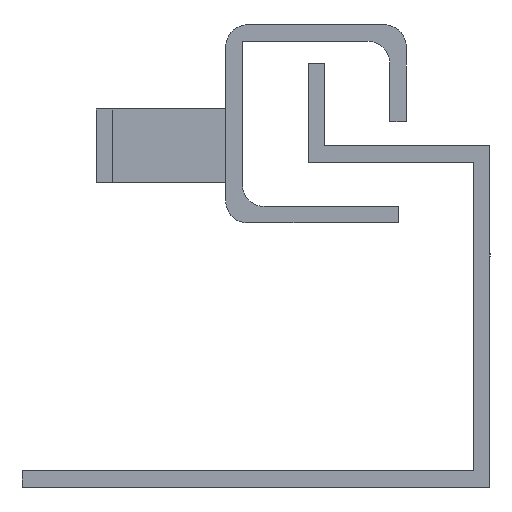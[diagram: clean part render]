
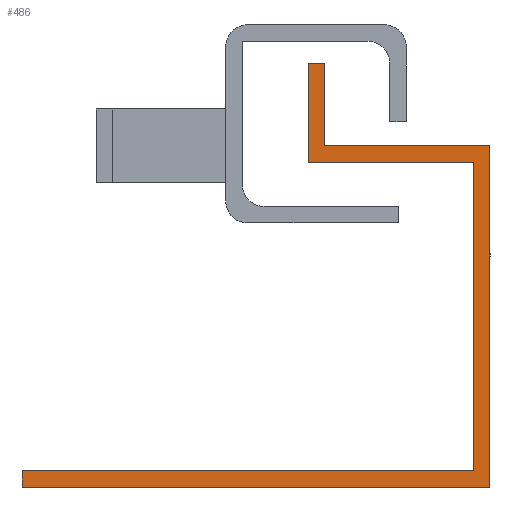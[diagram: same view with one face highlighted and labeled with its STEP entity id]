
A CAD part, left-side view. The second image highlights one B-rep face of the part: STEP entity #486.
In plain terms, the highlighted planar face has unit normal (-1, 0, 0).
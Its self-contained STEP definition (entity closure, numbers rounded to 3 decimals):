
#8 = VERTEX_POINT ( 'NONE', #6285 ) ;
#35 = CARTESIAN_POINT ( 'NONE',  ( 0., 1.5, 1.5 ) ) ;
#168 = VERTEX_POINT ( 'NONE', #6423 ) ;
#323 = CARTESIAN_POINT ( 'NONE',  ( 0., 15., 38.5 ) ) ;
#391 = DIRECTION ( 'NONE',  ( 0., 0., 1. ) ) ;
#408 = EDGE_CURVE ( 'NONE', #6258, #1499, #2845, .T. ) ;
#486 = ADVANCED_FACE ( 'NONE', ( #5010 ), #1455, .F. ) ;
#535 = ORIENTED_EDGE ( 'NONE', *, *, #6318, .F. ) ;
#550 = LINE ( 'NONE', #3613, #3775 ) ;
#640 = CARTESIAN_POINT ( 'NONE',  ( 0., 42.5, 1.5 ) ) ;
#684 = VECTOR ( 'NONE', #3545, 1000. ) ;
#694 = ORIENTED_EDGE ( 'NONE', *, *, #1614, .F. ) ;
#777 = CARTESIAN_POINT ( 'NONE',  ( 0., 42.5, 0. ) ) ;
#802 = EDGE_CURVE ( 'NONE', #3171, #5382, #3841, .T. ) ;
#1038 = CARTESIAN_POINT ( 'NONE',  ( 0., 1.5, 29.5 ) ) ;
#1138 = ORIENTED_EDGE ( 'NONE', *, *, #802, .F. ) ;
#1246 = EDGE_CURVE ( 'NONE', #3947, #2495, #3553, .T. ) ;
#1270 = ORIENTED_EDGE ( 'NONE', *, *, #1367, .F. ) ;
#1367 = EDGE_CURVE ( 'NONE', #8, #5970, #2525, .T. ) ;
#1417 = VECTOR ( 'NONE', #4417, 1000. ) ;
#1455 = PLANE ( 'NONE',  #2755 ) ;
#1499 = VERTEX_POINT ( 'NONE', #1038 ) ;
#1614 = EDGE_CURVE ( 'NONE', #1499, #3947, #1684, .T. ) ;
#1684 = LINE ( 'NONE', #1791, #5608 ) ;
#1742 = VECTOR ( 'NONE', #2701, 1000. ) ;
#1791 = CARTESIAN_POINT ( 'NONE',  ( 0., 1.5, 29.5 ) ) ;
#1820 = EDGE_CURVE ( 'NONE', #2495, #5091, #4913, .T. ) ;
#1905 = CARTESIAN_POINT ( 'NONE',  ( 0., 16.5, 29.5 ) ) ;
#1930 = DIRECTION ( 'NONE',  ( 1., 0., 0. ) ) ;
#2008 = CARTESIAN_POINT ( 'NONE',  ( 0., 15., 31. ) ) ;
#2119 = CARTESIAN_POINT ( 'NONE',  ( 0., 42.5, 0. ) ) ;
#2123 = DIRECTION ( 'NONE',  ( 0., 1., 0. ) ) ;
#2181 = VECTOR ( 'NONE', #6086, 1000. ) ;
#2306 = LINE ( 'NONE', #3920, #3685 ) ;
#2456 = CARTESIAN_POINT ( 'NONE',  ( 0., 16.5, 38.5 ) ) ;
#2495 = VERTEX_POINT ( 'NONE', #4882 ) ;
#2498 = EDGE_CURVE ( 'NONE', #5382, #6258, #2306, .T. ) ;
#2525 = LINE ( 'NONE', #2008, #2181 ) ;
#2545 = VECTOR ( 'NONE', #391, 1000. ) ;
#2607 = CARTESIAN_POINT ( 'NONE',  ( 0., 0., 31. ) ) ;
#2701 = DIRECTION ( 'NONE',  ( 0., 0., 1. ) ) ;
#2745 = VECTOR ( 'NONE', #5625, 1000. ) ;
#2755 = AXIS2_PLACEMENT_3D ( 'NONE', #6012, #1930, #3919 ) ;
#2845 = LINE ( 'NONE', #4907, #2545 ) ;
#3005 = ORIENTED_EDGE ( 'NONE', *, *, #1820, .F. ) ;
#3171 = VERTEX_POINT ( 'NONE', #2119 ) ;
#3172 = ORIENTED_EDGE ( 'NONE', *, *, #408, .F. ) ;
#3299 = ORIENTED_EDGE ( 'NONE', *, *, #5261, .F. ) ;
#3545 = DIRECTION ( 'NONE',  ( 0., -1., 0. ) ) ;
#3553 = LINE ( 'NONE', #1905, #2745 ) ;
#3613 = CARTESIAN_POINT ( 'NONE',  ( 0., 0., 0. ) ) ;
#3685 = VECTOR ( 'NONE', #5448, 1000. ) ;
#3775 = VECTOR ( 'NONE', #2123, 1000. ) ;
#3841 = LINE ( 'NONE', #777, #1742 ) ;
#3919 = DIRECTION ( 'NONE',  ( 0., 0., -1. ) ) ;
#3920 = CARTESIAN_POINT ( 'NONE',  ( 0., 42.5, 1.5 ) ) ;
#3947 = VERTEX_POINT ( 'NONE', #4701 ) ;
#4216 = VECTOR ( 'NONE', #5599, 1000. ) ;
#4277 = CARTESIAN_POINT ( 'NONE',  ( 0., 0., 31. ) ) ;
#4383 = DIRECTION ( 'NONE',  ( 0., 1., 0. ) ) ;
#4417 = DIRECTION ( 'NONE',  ( 0., 0., -1. ) ) ;
#4497 = LINE ( 'NONE', #6534, #4216 ) ;
#4566 = ORIENTED_EDGE ( 'NONE', *, *, #1246, .F. ) ;
#4701 = CARTESIAN_POINT ( 'NONE',  ( 0., 16.5, 29.5 ) ) ;
#4882 = CARTESIAN_POINT ( 'NONE',  ( 0., 16.5, 38.5 ) ) ;
#4884 = LINE ( 'NONE', #4277, #1417 ) ;
#4907 = CARTESIAN_POINT ( 'NONE',  ( 0., 1.5, 1.5 ) ) ;
#4913 = LINE ( 'NONE', #2456, #684 ) ;
#4916 = ORIENTED_EDGE ( 'NONE', *, *, #2498, .F. ) ;
#5010 = FACE_OUTER_BOUND ( 'NONE', #5602, .T. ) ;
#5091 = VERTEX_POINT ( 'NONE', #323 ) ;
#5261 = EDGE_CURVE ( 'NONE', #168, #3171, #550, .T. ) ;
#5356 = ORIENTED_EDGE ( 'NONE', *, *, #5710, .F. ) ;
#5382 = VERTEX_POINT ( 'NONE', #640 ) ;
#5448 = DIRECTION ( 'NONE',  ( 0., -1., 0. ) ) ;
#5599 = DIRECTION ( 'NONE',  ( 0., 0., -1. ) ) ;
#5602 = EDGE_LOOP ( 'NONE', ( #1270, #535, #3005, #4566, #694, #3172, #4916, #1138, #3299, #5356 ) ) ;
#5608 = VECTOR ( 'NONE', #4383, 1000. ) ;
#5625 = DIRECTION ( 'NONE',  ( 0., 0., 1. ) ) ;
#5710 = EDGE_CURVE ( 'NONE', #5970, #168, #4884, .T. ) ;
#5970 = VERTEX_POINT ( 'NONE', #2607 ) ;
#6012 = CARTESIAN_POINT ( 'NONE',  ( 0., 0., 0. ) ) ;
#6086 = DIRECTION ( 'NONE',  ( 0., -1., 0. ) ) ;
#6258 = VERTEX_POINT ( 'NONE', #35 ) ;
#6285 = CARTESIAN_POINT ( 'NONE',  ( 0., 15., 31. ) ) ;
#6318 = EDGE_CURVE ( 'NONE', #5091, #8, #4497, .T. ) ;
#6423 = CARTESIAN_POINT ( 'NONE',  ( 0., 0., 0. ) ) ;
#6534 = CARTESIAN_POINT ( 'NONE',  ( 0., 15., 38.5 ) ) ;
